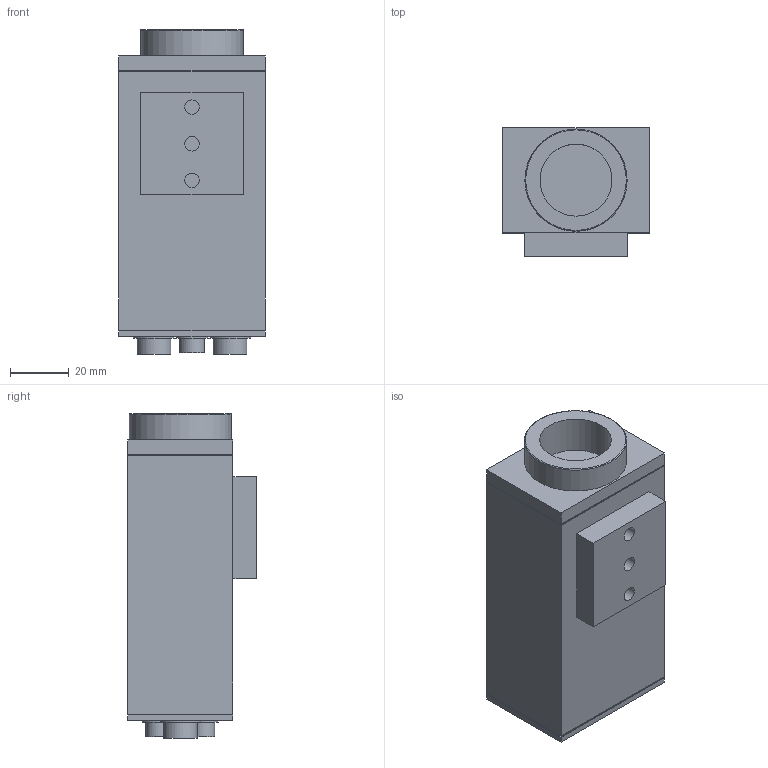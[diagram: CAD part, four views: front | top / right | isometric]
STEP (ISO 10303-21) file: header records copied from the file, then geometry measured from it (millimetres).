
FILE_DESCRIPTION((''),'2;1');
FILE_NAME('pictor_M16xxE.stp','2013-10-15T11:33:41',('amarell'),(''),'Autodesk Inventor 2012','Autodesk Inventor 2012','');
FILE_SCHEMA(('AUTOMOTIVE_DESIGN { 1 0 10303 214 1 1 1 1 }'));
Length unit declared in the file: millimetre
Products named in the file (1): pictor_M16xxE
Bounding box: 50 x 44 x 111 mm (x, y, z)
Volume: 185614.4 mm3; surface area: 25650.3 mm2
Topology: 1 solids, 1 shells, 163 faces, 700 edges, 628 vertices
Faces by surface type: plane 131, cylinder 31, torus 1
Full cylindrical faces by diameter (mm): 4.92 x2, 4.98 x1, 5.7 x1, 7.1 x2, 8.1 x1, 8.5 x2, 9.5 x2, 11 x2, 11.5 x2, 14 x2, 24.6 x1, 35 x1
Entity records: 8672 total; most frequent: CARTESIAN_POINT 2707, ORIENTED_EDGE 1360, DIRECTION 871, EDGE_CURVE 680, VERTEX_POINT 628, VECTOR 417, LINE 417, EDGE_LOOP 272
